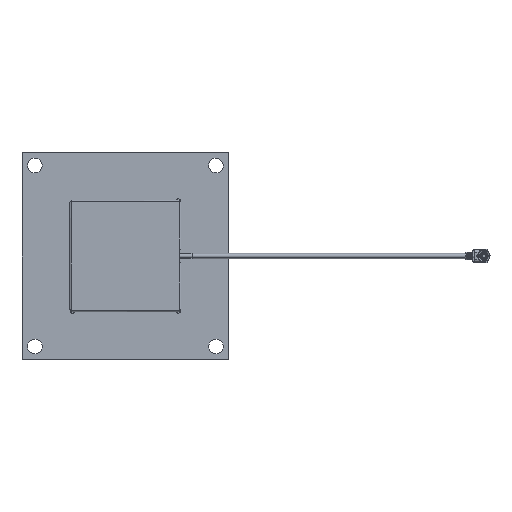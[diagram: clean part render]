
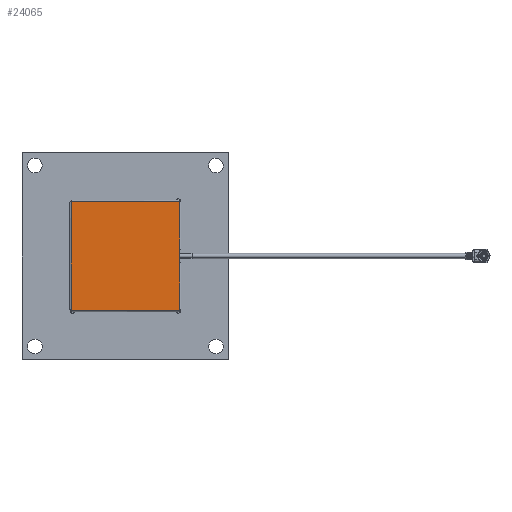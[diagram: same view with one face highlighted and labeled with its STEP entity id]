
A CAD part, top view. The second image highlights one B-rep face of the part: STEP entity #24065.
In plain terms, the highlighted planar face has unit normal (0, 0, 1).
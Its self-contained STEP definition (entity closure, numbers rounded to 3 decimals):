
#94 = VECTOR ( 'NONE', #53203, 1000. ) ;
#3440 = VECTOR ( 'NONE', #43617, 1000. ) ;
#4216 = VECTOR ( 'NONE', #38540, 1000. ) ;
#4852 = CARTESIAN_POINT ( 'NONE',  ( -11.8, -11.8, 3.4 ) ) ;
#6264 = DIRECTION ( 'NONE',  ( 0., 0., -1. ) ) ;
#8509 = LINE ( 'NONE', #65542, #34215 ) ;
#10287 = CARTESIAN_POINT ( 'NONE',  ( -11.8, 133.1, 3.4 ) ) ;
#14027 = EDGE_CURVE ( 'NONE', #49017, #31482, #43268, .T. ) ;
#15970 = CARTESIAN_POINT ( 'NONE',  ( 11.8, -133.1, 3.4 ) ) ;
#16260 = ORIENTED_EDGE ( 'NONE', *, *, #14027, .T. ) ;
#16306 = CARTESIAN_POINT ( 'NONE',  ( 1.5, -11.8, 3.4 ) ) ;
#23182 = ORIENTED_EDGE ( 'NONE', *, *, #48109, .T. ) ;
#24065 = ADVANCED_FACE ( 'NONE', ( #35110 ), #57683, .F. ) ;
#29915 = LINE ( 'NONE', #36201, #94 ) ;
#31482 = VERTEX_POINT ( 'NONE', #4852 ) ;
#32537 = DIRECTION ( 'NONE',  ( 1., 0., 0. ) ) ;
#33461 = EDGE_CURVE ( 'NONE', #61356, #69807, #8509, .T. ) ;
#34215 = VECTOR ( 'NONE', #32537, 1000. ) ;
#35110 = FACE_OUTER_BOUND ( 'NONE', #63499, .T. ) ;
#35453 = DIRECTION ( 'NONE',  ( 1., 0., 0. ) ) ;
#36201 = CARTESIAN_POINT ( 'NONE',  ( -1.5, -11.8, 3.4 ) ) ;
#37914 = CARTESIAN_POINT ( 'NONE',  ( -133.1, -11.8, 3.4 ) ) ;
#38317 = AXIS2_PLACEMENT_3D ( 'NONE', #51038, #6264, #40673 ) ;
#38540 = DIRECTION ( 'NONE',  ( 0., 1., 0. ) ) ;
#38843 = CARTESIAN_POINT ( 'NONE',  ( 11.8, 11.8, 3.4 ) ) ;
#40653 = ORIENTED_EDGE ( 'NONE', *, *, #33461, .T. ) ;
#40673 = DIRECTION ( 'NONE',  ( 1., 0., 0. ) ) ;
#41029 = LINE ( 'NONE', #37914, #60672 ) ;
#41550 = ORIENTED_EDGE ( 'NONE', *, *, #72702, .T. ) ;
#42192 = CARTESIAN_POINT ( 'NONE',  ( 11.8, -11.8, 3.4 ) ) ;
#42515 = VERTEX_POINT ( 'NONE', #38843 ) ;
#43268 = LINE ( 'NONE', #10287, #3440 ) ;
#43617 = DIRECTION ( 'NONE',  ( 0., -1., 0. ) ) ;
#47309 = ORIENTED_EDGE ( 'NONE', *, *, #69881, .F. ) ;
#47692 = ORIENTED_EDGE ( 'NONE', *, *, #63396, .T. ) ;
#48109 = EDGE_CURVE ( 'NONE', #31482, #69146, #41029, .T. ) ;
#48132 = CARTESIAN_POINT ( 'NONE',  ( 133.1, 11.8, 3.4 ) ) ;
#48635 = CARTESIAN_POINT ( 'NONE',  ( -1.5, -11.8, 3.4 ) ) ;
#49017 = VERTEX_POINT ( 'NONE', #56249 ) ;
#51038 = CARTESIAN_POINT ( 'NONE',  ( 0., 0., 3.4 ) ) ;
#53203 = DIRECTION ( 'NONE',  ( -1., 0., 0. ) ) ;
#56249 = CARTESIAN_POINT ( 'NONE',  ( -11.8, 11.8, 3.4 ) ) ;
#57683 = PLANE ( 'NONE',  #38317 ) ;
#60015 = LINE ( 'NONE', #48132, #70607 ) ;
#60672 = VECTOR ( 'NONE', #35453, 1000. ) ;
#61356 = VERTEX_POINT ( 'NONE', #16306 ) ;
#63396 = EDGE_CURVE ( 'NONE', #69807, #42515, #66714, .T. ) ;
#63499 = EDGE_LOOP ( 'NONE', ( #23182, #47309, #40653, #47692, #41550, #16260 ) ) ;
#65542 = CARTESIAN_POINT ( 'NONE',  ( -133.1, -11.8, 3.4 ) ) ;
#66714 = LINE ( 'NONE', #15970, #4216 ) ;
#69146 = VERTEX_POINT ( 'NONE', #48635 ) ;
#69807 = VERTEX_POINT ( 'NONE', #42192 ) ;
#69881 = EDGE_CURVE ( 'NONE', #61356, #69146, #29915, .T. ) ;
#70607 = VECTOR ( 'NONE', #70788, 1000. ) ;
#70788 = DIRECTION ( 'NONE',  ( -1., 0., 0. ) ) ;
#72702 = EDGE_CURVE ( 'NONE', #42515, #49017, #60015, .T. ) ;
